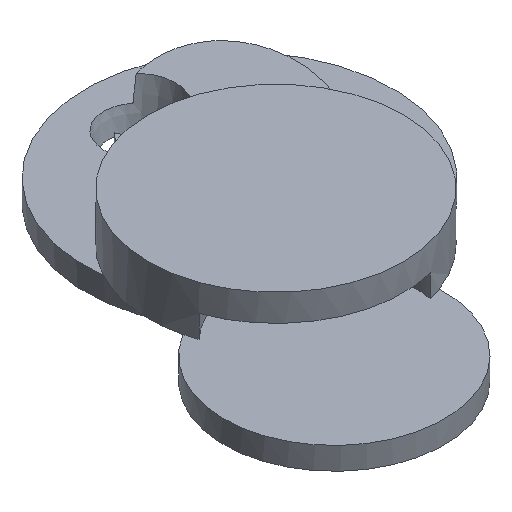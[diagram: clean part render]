
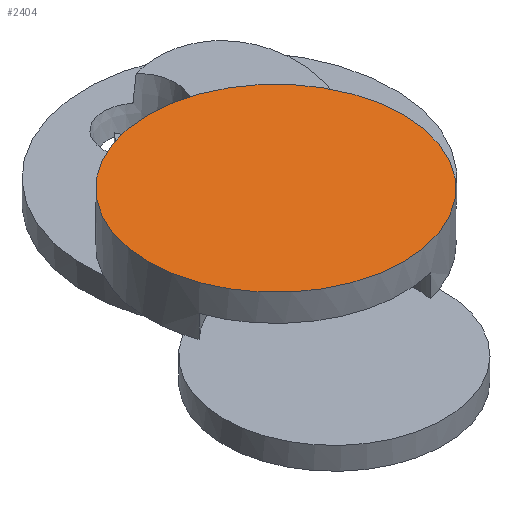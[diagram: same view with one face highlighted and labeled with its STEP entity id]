
A CAD part, isometric view. The second image highlights one B-rep face of the part: STEP entity #2404.
In plain terms, the highlighted planar face has unit normal (0, 0, 1).
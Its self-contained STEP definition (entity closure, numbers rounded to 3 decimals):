
#1154 = CYLINDRICAL_SURFACE('',#1155,56.82);
#1155 = AXIS2_PLACEMENT_3D('',#1156,#1157,#1158);
#1156 = CARTESIAN_POINT('',(-49.416,34.935,10.));
#1157 = DIRECTION('',(-0.,-0.,-1.));
#1158 = DIRECTION('',(1.,0.,0.));
#2070 = VERTEX_POINT('',#2071);
#2071 = CARTESIAN_POINT('',(7.404,34.935,32.));
#2092 = EDGE_CURVE('',#2070,#2070,#2093,.T.);
#2093 = SURFACE_CURVE('',#2094,(#2099,#2106),.PCURVE_S1.);
#2094 = CIRCLE('',#2095,56.82);
#2095 = AXIS2_PLACEMENT_3D('',#2096,#2097,#2098);
#2096 = CARTESIAN_POINT('',(-49.416,34.935,32.));
#2097 = DIRECTION('',(0.,0.,1.));
#2098 = DIRECTION('',(1.,0.,0.));
#2099 = PCURVE('',#1154,#2100);
#2100 = DEFINITIONAL_REPRESENTATION('',(#2101),#2105);
#2101 = LINE('',#2102,#2103);
#2102 = CARTESIAN_POINT('',(-0.,-22.));
#2103 = VECTOR('',#2104,1.);
#2104 = DIRECTION('',(-1.,0.));
#2105 = ( GEOMETRIC_REPRESENTATION_CONTEXT(2) 
PARAMETRIC_REPRESENTATION_CONTEXT() REPRESENTATION_CONTEXT('2D SPACE',''
  ) );
#2106 = PCURVE('',#2107,#2112);
#2107 = PLANE('',#2108);
#2108 = AXIS2_PLACEMENT_3D('',#2109,#2110,#2111);
#2109 = CARTESIAN_POINT('',(7.404,34.935,32.));
#2110 = DIRECTION('',(0.,0.,-1.));
#2111 = DIRECTION('',(-1.,0.,0.));
#2112 = DEFINITIONAL_REPRESENTATION('',(#2113),#2121);
#2113 = ( BOUNDED_CURVE() B_SPLINE_CURVE(2,(#2114,#2115,#2116,#2117,
#2118,#2119,#2120),.UNSPECIFIED.,.T.,.F.) B_SPLINE_CURVE_WITH_KNOTS((1,2
    ,2,2,2,1),(-2.094,0.,2.094,4.189,
6.283,8.378),.UNSPECIFIED.) CURVE() 
GEOMETRIC_REPRESENTATION_ITEM() RATIONAL_B_SPLINE_CURVE((1.,0.5,1.,0.5,
1.,0.5,1.)) REPRESENTATION_ITEM('') );
#2114 = CARTESIAN_POINT('',(0.,0.));
#2115 = CARTESIAN_POINT('',(0.,98.415));
#2116 = CARTESIAN_POINT('',(85.23,49.208));
#2117 = CARTESIAN_POINT('',(170.461,0.));
#2118 = CARTESIAN_POINT('',(85.23,-49.208));
#2119 = CARTESIAN_POINT('',(0.,-98.415));
#2120 = CARTESIAN_POINT('',(0.,0.));
#2121 = ( GEOMETRIC_REPRESENTATION_CONTEXT(2) 
PARAMETRIC_REPRESENTATION_CONTEXT() REPRESENTATION_CONTEXT('2D SPACE',''
  ) );
#2404 = ADVANCED_FACE('',(#2405),#2107,.F.);
#2405 = FACE_BOUND('',#2406,.T.);
#2406 = EDGE_LOOP('',(#2407));
#2407 = ORIENTED_EDGE('',*,*,#2092,.T.);
